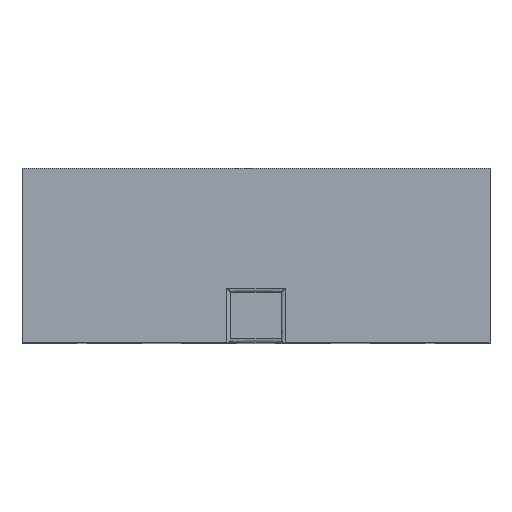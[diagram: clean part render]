
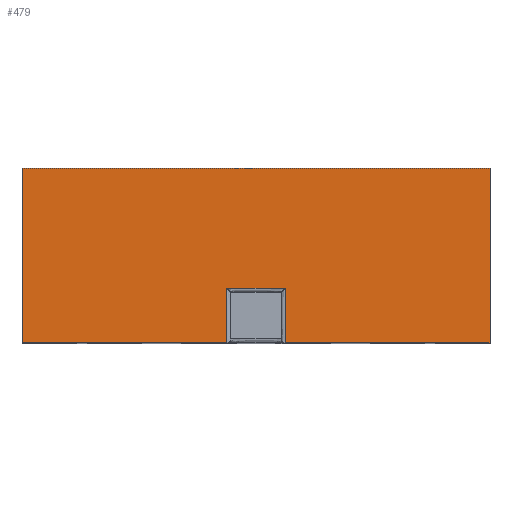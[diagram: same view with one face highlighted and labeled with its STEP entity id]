
A CAD part, top view. The second image highlights one B-rep face of the part: STEP entity #479.
In plain terms, the highlighted planar face has unit normal (0, 0, 1).
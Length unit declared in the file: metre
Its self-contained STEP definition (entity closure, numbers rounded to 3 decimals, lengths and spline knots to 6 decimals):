
#479 = ADVANCED_FACE( '', ( #977 ), #978, .F. );
#977 = FACE_OUTER_BOUND( '', #3374, .T. );
#978 = PLANE( '', #3375 );
#3374 = EDGE_LOOP( '', ( #4546, #4547, #4548, #4549, #4550, #4551, #4552, #4553 ) );
#3375 = AXIS2_PLACEMENT_3D( '', #4554, #4555, #4556 );
#4546 = ORIENTED_EDGE( '', *, *, #5142, .T. );
#4547 = ORIENTED_EDGE( '', *, *, #5062, .T. );
#4548 = ORIENTED_EDGE( '', *, *, #4965, .F. );
#4549 = ORIENTED_EDGE( '', *, *, #5034, .T. );
#4550 = ORIENTED_EDGE( '', *, *, #4678, .T. );
#4551 = ORIENTED_EDGE( '', *, *, #5105, .F. );
#4552 = ORIENTED_EDGE( '', *, *, #4951, .F. );
#4553 = ORIENTED_EDGE( '', *, *, #4866, .T. );
#4554 = CARTESIAN_POINT( '', ( 0., -0.00225, 0.0075 ) );
#4555 = DIRECTION( '', ( 0., 0., -1. ) );
#4556 = DIRECTION( '', ( -1., 0., 0. ) );
#4678 = EDGE_CURVE( '', #5194, #5199, #5201, .T. );
#4866 = EDGE_CURVE( '', #5519, #5517, #5520, .T. );
#4951 = EDGE_CURVE( '', #5519, #5655, #5656, .T. );
#4965 = EDGE_CURVE( '', #5675, #5677, #5678, .T. );
#5034 = EDGE_CURVE( '', #5675, #5194, #5760, .T. );
#5062 = EDGE_CURVE( '', #5789, #5677, #5792, .T. );
#5105 = EDGE_CURVE( '', #5655, #5199, #5847, .T. );
#5142 = EDGE_CURVE( '', #5517, #5789, #5887, .T. );
#5194 = VERTEX_POINT( '', #5955 );
#5199 = VERTEX_POINT( '', #5962 );
#5201 = LINE( '', #5965, #5966 );
#5517 = VERTEX_POINT( '', #6517 );
#5519 = VERTEX_POINT( '', #6526 );
#5520 = B_SPLINE_CURVE_WITH_KNOTS( '', 1, ( #6527, #6528 ), .UNSPECIFIED., .F., .F., ( 2, 2 ), ( 0., 1. ), .UNSPECIFIED. );
#5655 = VERTEX_POINT( '', #6760 );
#5656 = LINE( '', #6761, #6762 );
#5675 = VERTEX_POINT( '', #6793 );
#5677 = VERTEX_POINT( '', #6796 );
#5678 = LINE( '', #6797, #6798 );
#5760 = LINE( '', #6937, #6938 );
#5789 = VERTEX_POINT( '', #6998 );
#5792 = B_SPLINE_CURVE_WITH_KNOTS( '', 1, ( #7009, #7010 ), .UNSPECIFIED., .F., .F., ( 2, 2 ), ( 0., 1. ), .UNSPECIFIED. );
#5847 = LINE( '', #7091, #7092 );
#5887 = B_SPLINE_CURVE_WITH_KNOTS( '', 1, ( #7162, #7163 ), .UNSPECIFIED., .F., .F., ( 2, 2 ), ( 0., 1. ), .UNSPECIFIED. );
#5955 = CARTESIAN_POINT( '', ( 0.00605, 0.00225, 0.0075 ) );
#5962 = CARTESIAN_POINT( '', ( -0.00605, 0.00225, 0.0075 ) );
#5965 = CARTESIAN_POINT( '', ( 0., 0.00225, 0.0075 ) );
#5966 = VECTOR( '', #7217, 1. );
#6517 = CARTESIAN_POINT( '', ( -0.00075, -0.00085, 0.0075 ) );
#6526 = CARTESIAN_POINT( '', ( -0.00075, -0.00225, 0.0075 ) );
#6527 = CARTESIAN_POINT( '', ( -0.00075, -0.00225, 0.0075 ) );
#6528 = CARTESIAN_POINT( '', ( -0.00075, -0.00085, 0.0075 ) );
#6760 = CARTESIAN_POINT( '', ( -0.00605, -0.00225, 0.0075 ) );
#6761 = CARTESIAN_POINT( '', ( 0., -0.00225, 0.0075 ) );
#6762 = VECTOR( '', #7388, 1. );
#6793 = CARTESIAN_POINT( '', ( 0.00605, -0.00225, 0.0075 ) );
#6796 = CARTESIAN_POINT( '', ( 0.00075, -0.00225, 0.0075 ) );
#6797 = CARTESIAN_POINT( '', ( 0., -0.00225, 0.0075 ) );
#6798 = VECTOR( '', #7396, 1. );
#6937 = CARTESIAN_POINT( '', ( 0.00605, -0.00225, 0.0075 ) );
#6938 = VECTOR( '', #7431, 1. );
#6998 = CARTESIAN_POINT( '', ( 0.00075, -0.00085, 0.0075 ) );
#7009 = CARTESIAN_POINT( '', ( 0.00075, -0.00085, 0.0075 ) );
#7010 = CARTESIAN_POINT( '', ( 0.00075, -0.00225, 0.0075 ) );
#7091 = CARTESIAN_POINT( '', ( -0.00605, -0.00225, 0.0075 ) );
#7092 = VECTOR( '', #7459, 1. );
#7162 = CARTESIAN_POINT( '', ( -0.00075, -0.00085, 0.0075 ) );
#7163 = CARTESIAN_POINT( '', ( 0.00075, -0.00085, 0.0075 ) );
#7217 = DIRECTION( '', ( -1., 0., 0. ) );
#7388 = DIRECTION( '', ( -1., 0., 0. ) );
#7396 = DIRECTION( '', ( -1., 0., 0. ) );
#7431 = DIRECTION( '', ( 0., 1., 0. ) );
#7459 = DIRECTION( '', ( 0., 1., 0. ) );
